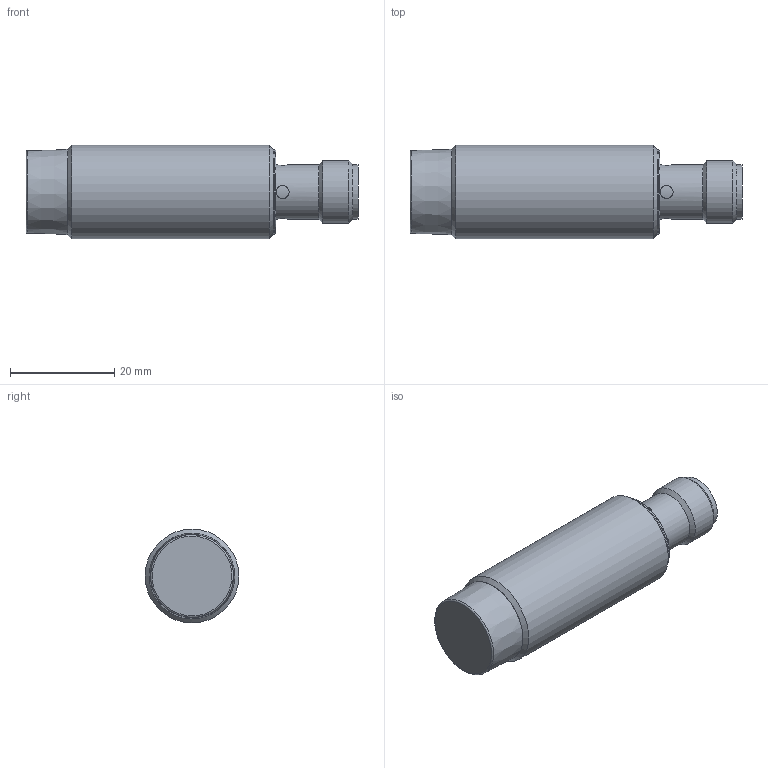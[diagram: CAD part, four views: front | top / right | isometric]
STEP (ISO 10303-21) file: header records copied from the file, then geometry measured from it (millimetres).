
FILE_DESCRIPTION( ( 'Unknown' ), '1' );
FILE_NAME( 'AK1_2H_fig.stp', 'Unknown', ( 'Unknown' ), ( 'Unknown' ), 'PSStep 16.0.42', 'Unknown', ' ' );
FILE_SCHEMA( ( 'AUTOMOTIVE_DESIGN { 1 0 10303 214 1 1 1 1 }' ) );
Length unit declared in the file: millimetre
Products named in the file (5): Assem1
Assembly tree (4 placements, depth 2):
  Assem1
    (unnamed)
    (unnamed)
    (unnamed)
    (unnamed)
Bounding box: 63.8 x 18 x 18 mm (x, y, z)
Volume: 12753 mm3; surface area: 5685.6 mm2
Topology: 4 solids, 4 shells, 82 faces, 201 edges, 130 vertices
Faces by surface type: cylinder 40, plane 25, cone 11, sphere 4, torus 2
Full cylindrical faces by diameter (mm): 1 x4, 2.5 x4, 8.4 x1, 9.6 x1, 9.7 x1, 9.8 x1, 10.5 x2, 12 x1, 16.4 x1, 18 x1
Entity records: 2848 total; most frequent: CARTESIAN_POINT 648, DIRECTION 384, ORIENTED_EDGE 280, AXIS2_PLACEMENT_3D 166, EDGE_CURVE 140, EDGE_LOOP 124, VERTEX_POINT 108, FACE_OUTER_BOUND 101
